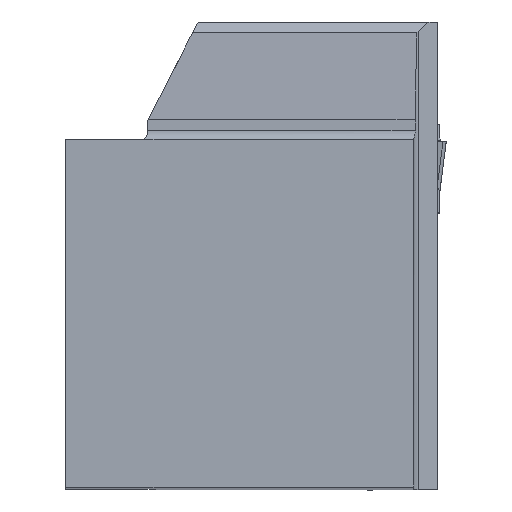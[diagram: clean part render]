
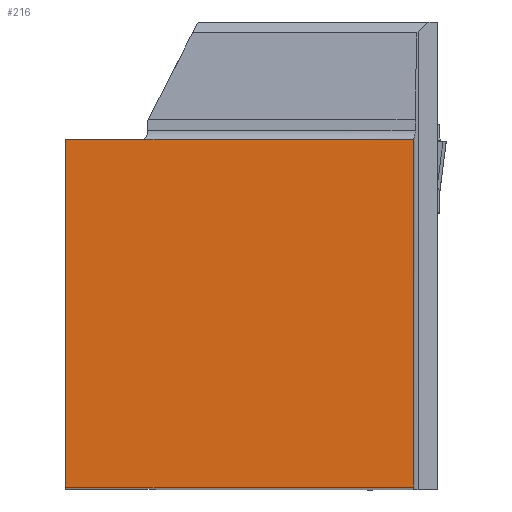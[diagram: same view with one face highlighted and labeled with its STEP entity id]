
A CAD part, top view. The second image highlights one B-rep face of the part: STEP entity #216.
In plain terms, the highlighted planar face has unit normal (0, 0, 1).
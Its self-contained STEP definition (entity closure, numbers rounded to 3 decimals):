
#216=ADVANCED_FACE('',(#388),#302,.T.);
#302=PLANE('',#2698);
#388=FACE_OUTER_BOUND('',#512,.T.);
#512=EDGE_LOOP('',(#1013,#1014,#1015,#1016));
#1013=ORIENTED_EDGE('',*,*,#1721,.F.);
#1014=ORIENTED_EDGE('',*,*,#1709,.F.);
#1015=ORIENTED_EDGE('',*,*,#1722,.F.);
#1016=ORIENTED_EDGE('',*,*,#1621,.F.);
#1352=VERTEX_POINT('',#4285);
#1353=VERTEX_POINT('',#4287);
#1407=VERTEX_POINT('',#4558);
#1408=VERTEX_POINT('',#4560);
#1621=EDGE_CURVE('',#1352,#1353,#2190,.T.);
#1709=EDGE_CURVE('',#1407,#1408,#2245,.T.);
#1721=EDGE_CURVE('',#1408,#1352,#2252,.T.);
#1722=EDGE_CURVE('',#1353,#1407,#2253,.T.);
#2190=LINE('',#4286,#2378);
#2245=LINE('',#4559,#2433);
#2252=LINE('',#4599,#2440);
#2253=LINE('',#4601,#2441);
#2378=VECTOR('',#3020,1.);
#2433=VECTOR('',#3187,1.);
#2440=VECTOR('',#3210,1.);
#2441=VECTOR('',#3213,1.);
#2698=AXIS2_PLACEMENT_3D('',#4602,#3214,#3215);
#3020=DIRECTION('',(-1.,0.,0.));
#3187=DIRECTION('',(1.,0.,0.));
#3210=DIRECTION('',(0.,-1.,0.));
#3213=DIRECTION('',(0.,1.,0.));
#3214=DIRECTION('',(0.,0.,1.));
#3215=DIRECTION('',(1.,0.,0.));
#4285=CARTESIAN_POINT('',(32.,0.,0.));
#4286=CARTESIAN_POINT('',(32.,0.,0.));
#4287=CARTESIAN_POINT('',(0.,0.,0.));
#4558=CARTESIAN_POINT('',(0.,32.,0.));
#4559=CARTESIAN_POINT('',(0.,32.,0.));
#4560=CARTESIAN_POINT('',(32.,32.,0.));
#4599=CARTESIAN_POINT('',(32.,32.,0.));
#4601=CARTESIAN_POINT('',(0.,0.,0.));
#4602=CARTESIAN_POINT('',(16.,16.,0.));
